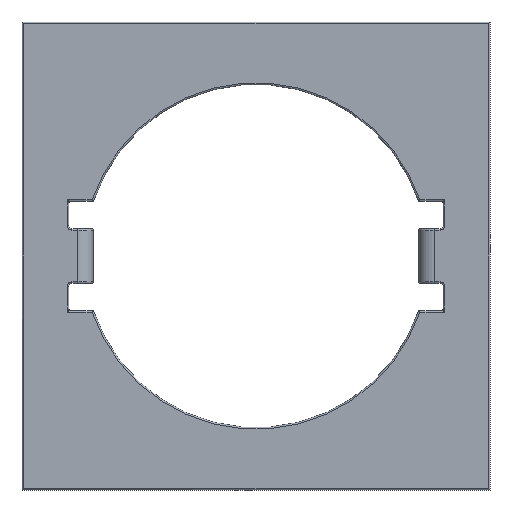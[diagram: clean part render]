
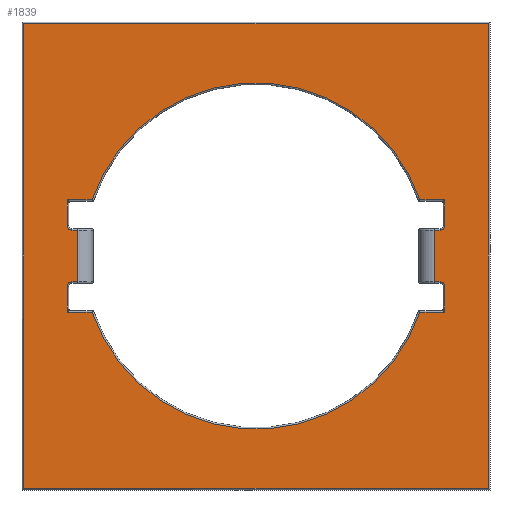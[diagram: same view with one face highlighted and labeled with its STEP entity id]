
A CAD part, front view. The second image highlights one B-rep face of the part: STEP entity #1839.
In plain terms, the highlighted planar face has unit normal (0, -1, 0).
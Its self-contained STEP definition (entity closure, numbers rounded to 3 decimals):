
#71=FACE_BOUND('',#366,.T.);
#73=CIRCLE('',#1980,0.3);
#74=CIRCLE('',#1981,0.3);
#75=CIRCLE('',#1982,11.1);
#76=CIRCLE('',#1983,0.3);
#77=CIRCLE('',#1984,0.3);
#78=CIRCLE('',#1985,11.1);
#203=PLANE('',#1979);
#231=FACE_OUTER_BOUND('',#365,.T.);
#365=EDGE_LOOP('',(#1227,#1228,#1229,#1230));
#366=EDGE_LOOP('',(#1231,#1232,#1233,#1234,#1235,#1236,#1237,#1238,#1239,
#1240,#1241,#1242,#1243,#1244,#1245,#1246,#1247,#1248,#1249,#1250));
#519=LINE('',#2921,#643);
#522=LINE('',#2931,#646);
#523=LINE('',#2935,#647);
#525=LINE('',#2940,#649);
#532=LINE('',#2955,#656);
#533=LINE('',#2959,#657);
#534=LINE('',#2961,#658);
#535=LINE('',#2963,#659);
#536=LINE('',#2967,#660);
#537=LINE('',#2969,#661);
#538=LINE('',#2973,#662);
#539=LINE('',#2975,#663);
#540=LINE('',#2979,#664);
#541=LINE('',#2981,#665);
#542=LINE('',#2983,#666);
#543=LINE('',#2987,#667);
#544=LINE('',#2989,#668);
#545=LINE('',#2992,#669);
#643=VECTOR('',#2247,29.8);
#646=VECTOR('',#2256,29.8);
#647=VECTOR('',#2261,29.8);
#649=VECTOR('',#2267,29.8);
#656=VECTOR('',#2280,1.65);
#657=VECTOR('',#2283,0.372);
#658=VECTOR('',#2284,3.3);
#659=VECTOR('',#2285,0.372);
#660=VECTOR('',#2288,1.65);
#661=VECTOR('',#2289,1.6);
#662=VECTOR('',#2292,1.6);
#663=VECTOR('',#2293,1.65);
#664=VECTOR('',#2296,0.372);
#665=VECTOR('',#2297,3.3);
#666=VECTOR('',#2298,0.372);
#667=VECTOR('',#2301,1.65);
#668=VECTOR('',#2302,1.6);
#669=VECTOR('',#2305,1.6);
#767=VERTEX_POINT('',#2919);
#768=VERTEX_POINT('',#2920);
#772=VERTEX_POINT('',#2930);
#773=VERTEX_POINT('',#2934);
#778=VERTEX_POINT('',#2953);
#779=VERTEX_POINT('',#2954);
#780=VERTEX_POINT('',#2956);
#781=VERTEX_POINT('',#2958);
#782=VERTEX_POINT('',#2960);
#783=VERTEX_POINT('',#2962);
#784=VERTEX_POINT('',#2964);
#785=VERTEX_POINT('',#2966);
#786=VERTEX_POINT('',#2968);
#787=VERTEX_POINT('',#2970);
#788=VERTEX_POINT('',#2972);
#789=VERTEX_POINT('',#2974);
#790=VERTEX_POINT('',#2976);
#791=VERTEX_POINT('',#2978);
#792=VERTEX_POINT('',#2980);
#793=VERTEX_POINT('',#2982);
#794=VERTEX_POINT('',#2984);
#795=VERTEX_POINT('',#2986);
#796=VERTEX_POINT('',#2988);
#797=VERTEX_POINT('',#2990);
#919=EDGE_CURVE('',#767,#768,#519,.T.);
#924=EDGE_CURVE('',#768,#772,#522,.T.);
#926=EDGE_CURVE('',#773,#767,#523,.T.);
#929=EDGE_CURVE('',#772,#773,#525,.T.);
#936=EDGE_CURVE('',#778,#779,#532,.T.);
#937=EDGE_CURVE('',#780,#779,#73,.T.);
#938=EDGE_CURVE('',#781,#780,#533,.T.);
#939=EDGE_CURVE('',#781,#782,#534,.T.);
#940=EDGE_CURVE('',#783,#782,#535,.T.);
#941=EDGE_CURVE('',#784,#783,#74,.T.);
#942=EDGE_CURVE('',#784,#785,#536,.T.);
#943=EDGE_CURVE('',#786,#785,#537,.T.);
#944=EDGE_CURVE('',#787,#786,#75,.T.);
#945=EDGE_CURVE('',#788,#787,#538,.T.);
#946=EDGE_CURVE('',#788,#789,#539,.T.);
#947=EDGE_CURVE('',#790,#789,#76,.T.);
#948=EDGE_CURVE('',#791,#790,#540,.T.);
#949=EDGE_CURVE('',#792,#791,#541,.T.);
#950=EDGE_CURVE('',#793,#792,#542,.T.);
#951=EDGE_CURVE('',#794,#793,#77,.T.);
#952=EDGE_CURVE('',#794,#795,#543,.T.);
#953=EDGE_CURVE('',#796,#795,#544,.T.);
#954=EDGE_CURVE('',#797,#796,#78,.T.);
#955=EDGE_CURVE('',#778,#797,#545,.T.);
#1227=ORIENTED_EDGE('',*,*,#919,.F.);
#1228=ORIENTED_EDGE('',*,*,#926,.F.);
#1229=ORIENTED_EDGE('',*,*,#929,.F.);
#1230=ORIENTED_EDGE('',*,*,#924,.F.);
#1231=ORIENTED_EDGE('',*,*,#936,.T.);
#1232=ORIENTED_EDGE('',*,*,#937,.F.);
#1233=ORIENTED_EDGE('',*,*,#938,.F.);
#1234=ORIENTED_EDGE('',*,*,#939,.T.);
#1235=ORIENTED_EDGE('',*,*,#940,.F.);
#1236=ORIENTED_EDGE('',*,*,#941,.F.);
#1237=ORIENTED_EDGE('',*,*,#942,.T.);
#1238=ORIENTED_EDGE('',*,*,#943,.F.);
#1239=ORIENTED_EDGE('',*,*,#944,.F.);
#1240=ORIENTED_EDGE('',*,*,#945,.F.);
#1241=ORIENTED_EDGE('',*,*,#946,.T.);
#1242=ORIENTED_EDGE('',*,*,#947,.F.);
#1243=ORIENTED_EDGE('',*,*,#948,.F.);
#1244=ORIENTED_EDGE('',*,*,#949,.F.);
#1245=ORIENTED_EDGE('',*,*,#950,.F.);
#1246=ORIENTED_EDGE('',*,*,#951,.F.);
#1247=ORIENTED_EDGE('',*,*,#952,.T.);
#1248=ORIENTED_EDGE('',*,*,#953,.F.);
#1249=ORIENTED_EDGE('',*,*,#954,.F.);
#1250=ORIENTED_EDGE('',*,*,#955,.F.);
#1839=ADVANCED_FACE('',(#231,#71),#203,.F.);
#1979=AXIS2_PLACEMENT_3D('',#2952,#2278,#2279);
#1980=AXIS2_PLACEMENT_3D('',#2957,#2281,#2282);
#1981=AXIS2_PLACEMENT_3D('',#2965,#2286,#2287);
#1982=AXIS2_PLACEMENT_3D('',#2971,#2290,#2291);
#1983=AXIS2_PLACEMENT_3D('',#2977,#2294,#2295);
#1984=AXIS2_PLACEMENT_3D('',#2985,#2299,#2300);
#1985=AXIS2_PLACEMENT_3D('',#2991,#2303,#2304);
#2247=DIRECTION('',(-1.,0.,0.));
#2256=DIRECTION('',(0.,0.,1.));
#2261=DIRECTION('',(0.,0.,-1.));
#2267=DIRECTION('',(1.,0.,0.));
#2278=DIRECTION('center_axis',(0.,1.,0.));
#2279=DIRECTION('ref_axis',(0.,0.,1.));
#2280=DIRECTION('',(0.,0.,-1.));
#2281=DIRECTION('center_axis',(0.,-1.,0.));
#2282=DIRECTION('ref_axis',(0.707,0.,-0.707));
#2283=DIRECTION('',(1.,0.,0.));
#2284=DIRECTION('',(0.,0.,-1.));
#2285=DIRECTION('',(-1.,0.,0.));
#2286=DIRECTION('center_axis',(0.,-1.,0.));
#2287=DIRECTION('ref_axis',(0.707,0.,0.707));
#2288=DIRECTION('',(0.,0.,-1.));
#2289=DIRECTION('',(1.,0.,0.));
#2290=DIRECTION('center_axis',(0.,-1.,0.));
#2291=DIRECTION('ref_axis',(0.,0.,-1.));
#2292=DIRECTION('',(1.,0.,0.));
#2293=DIRECTION('',(0.,0.,1.));
#2294=DIRECTION('center_axis',(0.,-1.,0.));
#2295=DIRECTION('ref_axis',(-0.707,0.,0.707));
#2296=DIRECTION('',(-1.,0.,0.));
#2297=DIRECTION('',(0.,0.,-1.));
#2298=DIRECTION('',(1.,0.,0.));
#2299=DIRECTION('center_axis',(0.,-1.,0.));
#2300=DIRECTION('ref_axis',(-0.707,0.,-0.707));
#2301=DIRECTION('',(0.,0.,1.));
#2302=DIRECTION('',(-1.,0.,0.));
#2303=DIRECTION('center_axis',(0.,-1.,0.));
#2304=DIRECTION('ref_axis',(0.,0.,1.));
#2305=DIRECTION('',(-1.,0.,0.));
#2919=CARTESIAN_POINT('',(14.9,0.,-14.9));
#2920=CARTESIAN_POINT('',(-14.9,0.,-14.9));
#2921=CARTESIAN_POINT('',(7.5,0.,-14.9));
#2930=CARTESIAN_POINT('',(-14.9,0.,14.9));
#2931=CARTESIAN_POINT('',(-14.9,0.,-7.5));
#2934=CARTESIAN_POINT('',(14.9,0.,14.9));
#2935=CARTESIAN_POINT('',(14.9,0.,7.5));
#2940=CARTESIAN_POINT('',(-7.5,0.,14.9));
#2952=CARTESIAN_POINT('Origin',(0.,0.,0.));
#2953=CARTESIAN_POINT('',(12.1,0.,3.6));
#2954=CARTESIAN_POINT('',(12.1,0.,1.95));
#2955=CARTESIAN_POINT('',(12.1,0.,1.75));
#2956=CARTESIAN_POINT('',(11.8,0.,1.65));
#2957=CARTESIAN_POINT('Origin',(11.8,0.,1.95));
#2958=CARTESIAN_POINT('',(11.428,0.,1.65));
#2959=CARTESIAN_POINT('',(5.598,0.,1.65));
#2960=CARTESIAN_POINT('',(11.428,0.,-1.65));
#2961=CARTESIAN_POINT('',(11.428,0.,0.));
#2962=CARTESIAN_POINT('',(11.8,0.,-1.65));
#2963=CARTESIAN_POINT('',(5.598,0.,-1.65));
#2964=CARTESIAN_POINT('',(12.1,0.,-1.95));
#2965=CARTESIAN_POINT('Origin',(11.8,0.,-1.95));
#2966=CARTESIAN_POINT('',(12.1,0.,-3.6));
#2967=CARTESIAN_POINT('',(12.1,0.,1.75));
#2968=CARTESIAN_POINT('',(10.5,0.,-3.6));
#2969=CARTESIAN_POINT('',(6.,0.,-3.6));
#2970=CARTESIAN_POINT('',(-10.5,0.,-3.6));
#2971=CARTESIAN_POINT('Origin',(0.,0.,0.));
#2972=CARTESIAN_POINT('',(-12.1,0.,-3.6));
#2973=CARTESIAN_POINT('',(-5.214,0.,-3.6));
#2974=CARTESIAN_POINT('',(-12.1,0.,-1.95));
#2975=CARTESIAN_POINT('',(-12.1,0.,-1.75));
#2976=CARTESIAN_POINT('',(-11.8,0.,-1.65));
#2977=CARTESIAN_POINT('Origin',(-11.8,0.,-1.95));
#2978=CARTESIAN_POINT('',(-11.428,0.,-1.65));
#2979=CARTESIAN_POINT('',(-5.598,0.,-1.65));
#2980=CARTESIAN_POINT('',(-11.428,0.,1.65));
#2981=CARTESIAN_POINT('',(-11.428,0.,0.));
#2982=CARTESIAN_POINT('',(-11.8,0.,1.65));
#2983=CARTESIAN_POINT('',(-5.598,0.,1.65));
#2984=CARTESIAN_POINT('',(-12.1,0.,1.95));
#2985=CARTESIAN_POINT('Origin',(-11.8,0.,1.95));
#2986=CARTESIAN_POINT('',(-12.1,0.,3.6));
#2987=CARTESIAN_POINT('',(-12.1,0.,-1.75));
#2988=CARTESIAN_POINT('',(-10.5,0.,3.6));
#2989=CARTESIAN_POINT('',(-6.,0.,3.6));
#2990=CARTESIAN_POINT('',(10.5,0.,3.6));
#2991=CARTESIAN_POINT('Origin',(0.,0.,0.));
#2992=CARTESIAN_POINT('',(5.214,0.,3.6));
